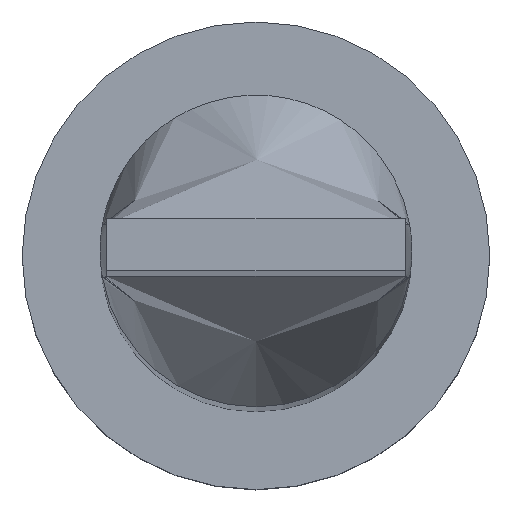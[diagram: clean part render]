
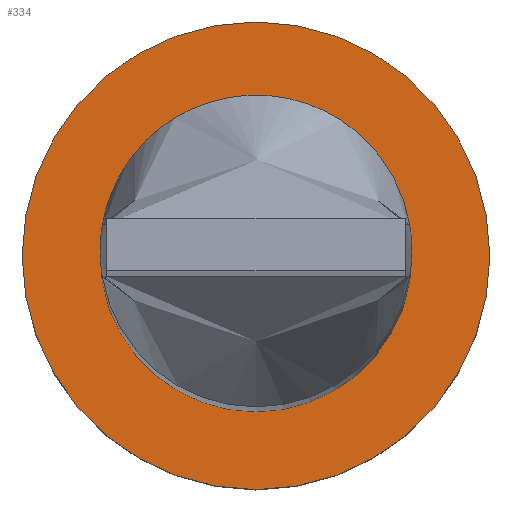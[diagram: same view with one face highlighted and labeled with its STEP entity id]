
A CAD part, top view. The second image highlights one B-rep face of the part: STEP entity #334.
In plain terms, the highlighted planar face has unit normal (0, 0, 1).
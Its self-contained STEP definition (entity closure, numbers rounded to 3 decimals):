
#6 = VERTEX_POINT ( 'NONE', #408 ) ;
#9 = CARTESIAN_POINT ( 'NONE',  ( -9., 0., 7. ) ) ;
#11 = DIRECTION ( 'NONE',  ( 1., 0., 0. ) ) ;
#37 = DIRECTION ( 'NONE',  ( 1., 0., 0. ) ) ;
#41 = VERTEX_POINT ( 'NONE', #215 ) ;
#48 = ORIENTED_EDGE ( 'NONE', *, *, #243, .T. ) ;
#78 = DIRECTION ( 'NONE',  ( 0., 0., 1. ) ) ;
#80 = CARTESIAN_POINT ( 'NONE',  ( 0., 0., 7. ) ) ;
#94 = DIRECTION ( 'NONE',  ( 0., 0., 1. ) ) ;
#103 = EDGE_LOOP ( 'NONE', ( #532, #48 ) ) ;
#122 = DIRECTION ( 'NONE',  ( 1., 0., 0. ) ) ;
#158 = CIRCLE ( 'NONE', #453, 6. ) ;
#166 = AXIS2_PLACEMENT_3D ( 'NONE', #80, #330, #422 ) ;
#171 = PLANE ( 'NONE',  #270 ) ;
#174 = FACE_OUTER_BOUND ( 'NONE', #103, .T. ) ;
#183 = DIRECTION ( 'NONE',  ( 0., 0., 1. ) ) ;
#203 = EDGE_CURVE ( 'NONE', #41, #6, #158, .T. ) ;
#215 = CARTESIAN_POINT ( 'NONE',  ( 6., 0., 7. ) ) ;
#220 = CARTESIAN_POINT ( 'NONE',  ( 0., 0., 7. ) ) ;
#228 = AXIS2_PLACEMENT_3D ( 'NONE', #220, #183, #37 ) ;
#232 = CARTESIAN_POINT ( 'NONE',  ( 0., 0., 7. ) ) ;
#243 = EDGE_CURVE ( 'NONE', #348, #437, #490, .T. ) ;
#260 = EDGE_CURVE ( 'NONE', #437, #348, #529, .T. ) ;
#268 = DIRECTION ( 'NONE',  ( 1., 0., 0. ) ) ;
#270 = AXIS2_PLACEMENT_3D ( 'NONE', #466, #78, #122 ) ;
#271 = FACE_BOUND ( 'NONE', #353, .T. ) ;
#306 = CARTESIAN_POINT ( 'NONE',  ( 0., 0., 7. ) ) ;
#325 = CIRCLE ( 'NONE', #549, 6. ) ;
#330 = DIRECTION ( 'NONE',  ( 0., 0., 1. ) ) ;
#334 = ADVANCED_FACE ( 'NONE', ( #271, #174 ), #171, .T. ) ;
#348 = VERTEX_POINT ( 'NONE', #413 ) ;
#353 = EDGE_LOOP ( 'NONE', ( #525, #434 ) ) ;
#388 = EDGE_CURVE ( 'NONE', #6, #41, #325, .T. ) ;
#408 = CARTESIAN_POINT ( 'NONE',  ( -6., 0., 7. ) ) ;
#413 = CARTESIAN_POINT ( 'NONE',  ( 9., 0., 7. ) ) ;
#422 = DIRECTION ( 'NONE',  ( 1., 0., 0. ) ) ;
#434 = ORIENTED_EDGE ( 'NONE', *, *, #203, .F. ) ;
#437 = VERTEX_POINT ( 'NONE', #9 ) ;
#453 = AXIS2_PLACEMENT_3D ( 'NONE', #232, #462, #268 ) ;
#462 = DIRECTION ( 'NONE',  ( 0., 0., 1. ) ) ;
#466 = CARTESIAN_POINT ( 'NONE',  ( 0., 0., 7. ) ) ;
#490 = CIRCLE ( 'NONE', #228, 9. ) ;
#525 = ORIENTED_EDGE ( 'NONE', *, *, #388, .F. ) ;
#529 = CIRCLE ( 'NONE', #166, 9. ) ;
#532 = ORIENTED_EDGE ( 'NONE', *, *, #260, .T. ) ;
#549 = AXIS2_PLACEMENT_3D ( 'NONE', #306, #94, #11 ) ;
